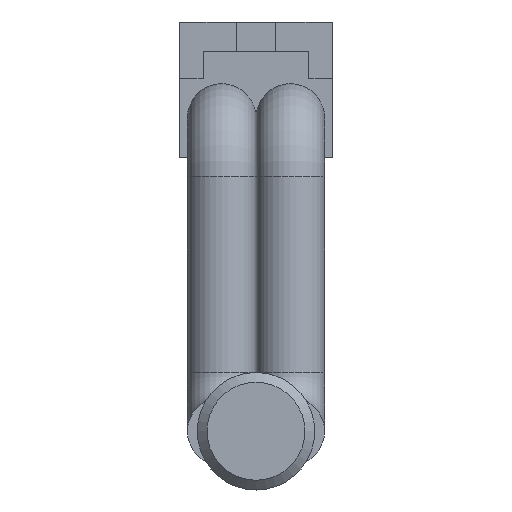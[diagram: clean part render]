
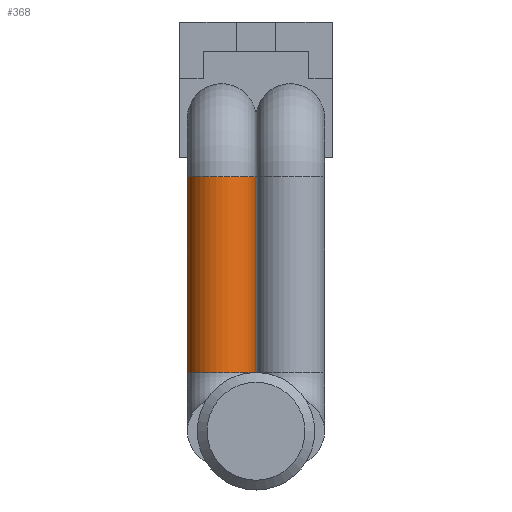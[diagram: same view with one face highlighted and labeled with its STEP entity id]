
A CAD part, front view. The second image highlights one B-rep face of the part: STEP entity #368.
In plain terms, the highlighted cylindrical face has radius 1.75 mm (diameter 3.5 mm), a full revolution.
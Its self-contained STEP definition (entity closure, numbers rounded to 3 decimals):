
#303 = TOROIDAL_SURFACE('',#304,3.,1.75);
#304 = AXIS2_PLACEMENT_3D('',#305,#306,#307);
#305 = CARTESIAN_POINT('',(-1.753,-12.014,3.001
    ));
#306 = DIRECTION('',(1.,0.,0.));
#307 = DIRECTION('',(0.,1.,0.));
#320 = VERTEX_POINT('',#321);
#321 = CARTESIAN_POINT('',(-0.003,-9.014,3.001
    ));
#342 = EDGE_CURVE('',#320,#320,#343,.T.);
#343 = SURFACE_CURVE('',#344,(#349,#356),.PCURVE_S1.);
#344 = CIRCLE('',#345,1.75);
#345 = AXIS2_PLACEMENT_3D('',#346,#347,#348);
#346 = CARTESIAN_POINT('',(-1.753,-9.014,3.001)
  );
#347 = DIRECTION('',(0.,0.,-1.));
#348 = DIRECTION('',(0.,1.,0.));
#349 = PCURVE('',#303,#350);
#350 = DEFINITIONAL_REPRESENTATION('',(#351),#355);
#351 = LINE('',#352,#353);
#352 = CARTESIAN_POINT('',(6.283,0.));
#353 = VECTOR('',#354,1.);
#354 = DIRECTION('',(0.,1.));
#355 = ( GEOMETRIC_REPRESENTATION_CONTEXT(2) 
PARAMETRIC_REPRESENTATION_CONTEXT() REPRESENTATION_CONTEXT('2D SPACE',''
  ) );
#356 = PCURVE('',#357,#362);
#357 = CYLINDRICAL_SURFACE('',#358,1.75);
#358 = AXIS2_PLACEMENT_3D('',#359,#360,#361);
#359 = CARTESIAN_POINT('',(-1.753,-9.014,3.001)
  );
#360 = DIRECTION('',(0.,0.,1.));
#361 = DIRECTION('',(1.,0.,0.));
#362 = DEFINITIONAL_REPRESENTATION('',(#363),#366);
#363 = B_SPLINE_CURVE_WITH_KNOTS('',1,(#364,#365),.UNSPECIFIED.,.F.,.F.,
  (2,2),(1.571,7.854),.PIECEWISE_BEZIER_KNOTS.);
#364 = CARTESIAN_POINT('',(6.283,0.));
#365 = CARTESIAN_POINT('',(0.,0.));
#366 = ( GEOMETRIC_REPRESENTATION_CONTEXT(2) 
PARAMETRIC_REPRESENTATION_CONTEXT() REPRESENTATION_CONTEXT('2D SPACE',''
  ) );
#368 = ADVANCED_FACE('',(#369),#357,.T.);
#369 = FACE_BOUND('',#370,.T.);
#370 = EDGE_LOOP('',(#371,#372,#394,#420));
#371 = ORIENTED_EDGE('',*,*,#342,.F.);
#372 = ORIENTED_EDGE('',*,*,#373,.T.);
#373 = EDGE_CURVE('',#320,#374,#376,.T.);
#374 = VERTEX_POINT('',#375);
#375 = CARTESIAN_POINT('',(-0.003,-9.014,
    13.001));
#376 = SEAM_CURVE('',#377,(#381,#388),.PCURVE_S1.);
#377 = LINE('',#378,#379);
#378 = CARTESIAN_POINT('',(-0.003,-9.014,3.001
    ));
#379 = VECTOR('',#380,1.);
#380 = DIRECTION('',(0.,0.,1.));
#381 = PCURVE('',#357,#382);
#382 = DEFINITIONAL_REPRESENTATION('',(#383),#387);
#383 = LINE('',#384,#385);
#384 = CARTESIAN_POINT('',(0.,0.));
#385 = VECTOR('',#386,1.);
#386 = DIRECTION('',(0.,1.));
#387 = ( GEOMETRIC_REPRESENTATION_CONTEXT(2) 
PARAMETRIC_REPRESENTATION_CONTEXT() REPRESENTATION_CONTEXT('2D SPACE',''
  ) );
#388 = PCURVE('',#357,#389);
#389 = DEFINITIONAL_REPRESENTATION('',(#390),#393);
#390 = B_SPLINE_CURVE_WITH_KNOTS('',1,(#391,#392),.UNSPECIFIED.,.F.,.F.,
  (2,2),(0.,10.),.PIECEWISE_BEZIER_KNOTS.);
#391 = CARTESIAN_POINT('',(6.283,0.));
#392 = CARTESIAN_POINT('',(6.283,10.));
#393 = ( GEOMETRIC_REPRESENTATION_CONTEXT(2) 
PARAMETRIC_REPRESENTATION_CONTEXT() REPRESENTATION_CONTEXT('2D SPACE',''
  ) );
#394 = ORIENTED_EDGE('',*,*,#395,.F.);
#395 = EDGE_CURVE('',#374,#374,#396,.T.);
#396 = SURFACE_CURVE('',#397,(#402,#409),.PCURVE_S1.);
#397 = CIRCLE('',#398,1.75);
#398 = AXIS2_PLACEMENT_3D('',#399,#400,#401);
#399 = CARTESIAN_POINT('',(-1.753,-9.014,13.001
    ));
#400 = DIRECTION('',(0.,0.,1.));
#401 = DIRECTION('',(1.,0.,0.));
#402 = PCURVE('',#357,#403);
#403 = DEFINITIONAL_REPRESENTATION('',(#404),#408);
#404 = LINE('',#405,#406);
#405 = CARTESIAN_POINT('',(0.,10.));
#406 = VECTOR('',#407,1.);
#407 = DIRECTION('',(1.,0.));
#408 = ( GEOMETRIC_REPRESENTATION_CONTEXT(2) 
PARAMETRIC_REPRESENTATION_CONTEXT() REPRESENTATION_CONTEXT('2D SPACE',''
  ) );
#409 = PCURVE('',#410,#415);
#410 = TOROIDAL_SURFACE('',#411,3.,1.75);
#411 = AXIS2_PLACEMENT_3D('',#412,#413,#414);
#412 = CARTESIAN_POINT('',(-1.753,-6.014,
    13.001));
#413 = DIRECTION('',(-1.,0.,0.));
#414 = DIRECTION('',(0.,-1.,0.));
#415 = DEFINITIONAL_REPRESENTATION('',(#416),#419);
#416 = B_SPLINE_CURVE_WITH_KNOTS('',1,(#417,#418),.UNSPECIFIED.,.F.,.F.,
  (2,2),(0.,6.283),.PIECEWISE_BEZIER_KNOTS.);
#417 = CARTESIAN_POINT('',(0.,10.996));
#418 = CARTESIAN_POINT('',(0.,4.712));
#419 = ( GEOMETRIC_REPRESENTATION_CONTEXT(2) 
PARAMETRIC_REPRESENTATION_CONTEXT() REPRESENTATION_CONTEXT('2D SPACE',''
  ) );
#420 = ORIENTED_EDGE('',*,*,#373,.F.);
